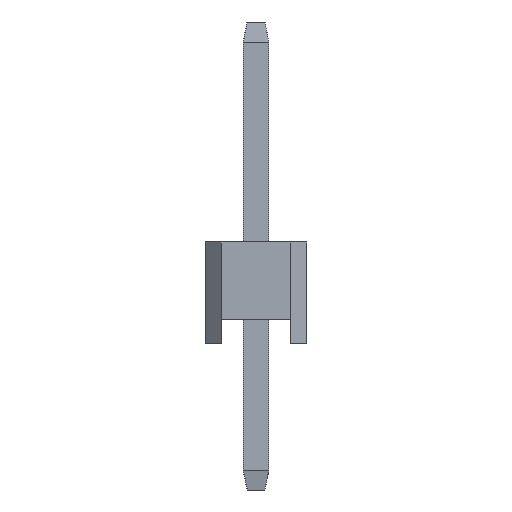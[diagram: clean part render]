
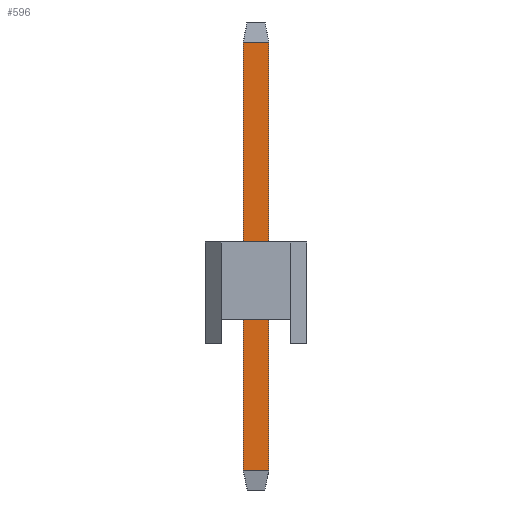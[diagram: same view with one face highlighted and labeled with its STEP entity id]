
A CAD part, left-side view. The second image highlights one B-rep face of the part: STEP entity #596.
In plain terms, the highlighted planar face has unit normal (-1, 0, 0).
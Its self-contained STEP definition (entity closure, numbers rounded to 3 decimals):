
#162=ORIENTED_EDGE('',*,*,#262,.F.);
#163=ORIENTED_EDGE('',*,*,#263,.T.);
#164=ORIENTED_EDGE('',*,*,#264,.T.);
#165=ORIENTED_EDGE('',*,*,#265,.T.);
#262=EDGE_CURVE('',#318,#319,#378,.T.);
#263=EDGE_CURVE('',#318,#320,#379,.T.);
#264=EDGE_CURVE('',#320,#321,#380,.T.);
#265=EDGE_CURVE('',#321,#319,#381,.T.);
#318=VERTEX_POINT('',#942);
#319=VERTEX_POINT('',#943);
#320=VERTEX_POINT('',#945);
#321=VERTEX_POINT('',#947);
#378=LINE('',#941,#450);
#379=LINE('',#944,#451);
#380=LINE('',#946,#452);
#381=LINE('',#948,#453);
#450=VECTOR('',#770,1000.);
#451=VECTOR('',#771,1000.);
#452=VECTOR('',#772,1000.);
#453=VECTOR('',#773,1000.);
#498=EDGE_LOOP('',(#162,#163,#164,#165));
#532=FACE_BOUND('',#498,.T.);
#564=PLANE('',#658);
#596=ADVANCED_FACE('',(#532),#564,.F.);
#658=AXIS2_PLACEMENT_3D('',#940,#768,#769);
#768=DIRECTION('',(1.,0.,0.));
#769=DIRECTION('',(0.,0.,-1.));
#770=DIRECTION('',(0.,0.,-1.));
#771=DIRECTION('',(0.,1.,0.));
#772=DIRECTION('',(0.,0.,-1.));
#773=DIRECTION('',(0.,-1.,0.));
#940=CARTESIAN_POINT('',(-0.32,0.32,11.7));
#941=CARTESIAN_POINT('',(-0.32,-0.32,11.7));
#942=CARTESIAN_POINT('',(-0.32,-0.32,11.2));
#943=CARTESIAN_POINT('',(-0.32,-0.32,0.5));
#944=CARTESIAN_POINT('',(-0.32,0.32,11.2));
#945=CARTESIAN_POINT('',(-0.32,0.32,11.2));
#946=CARTESIAN_POINT('',(-0.32,0.32,11.7));
#947=CARTESIAN_POINT('',(-0.32,0.32,0.5));
#948=CARTESIAN_POINT('',(-0.32,0.32,0.5));
